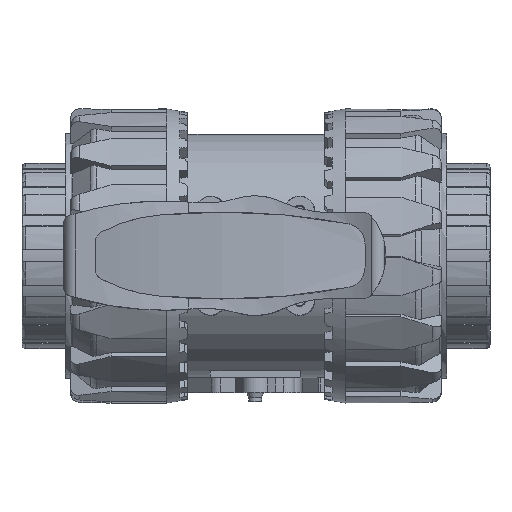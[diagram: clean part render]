
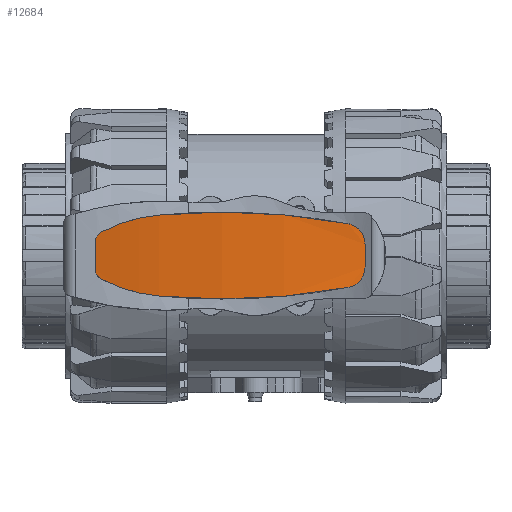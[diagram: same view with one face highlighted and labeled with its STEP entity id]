
A CAD part, top view. The second image highlights one B-rep face of the part: STEP entity #12684.
In plain terms, the highlighted cylindrical face has radius 230 mm (diameter 460 mm), a partial arc.
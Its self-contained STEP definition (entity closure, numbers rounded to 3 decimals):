
#324=B_SPLINE_CURVE_WITH_KNOTS($,3,(#23137,#23138,#23139,#23140,#23141,
#23142,#23143,#23144),.UNSPECIFIED.,.F.,.F.,(4,2,2,4),(-7.154,
-6.603,-5.655,-5.184),.UNSPECIFIED.);
#326=B_SPLINE_CURVE_WITH_KNOTS($,3,(#23152,#23153,#23154,#23155,#23156,
#23157,#23158,#23159),.UNSPECIFIED.,.F.,.F.,(4,2,2,4),(-0.364,
-0.265,-0.132,-0.003),
 .UNSPECIFIED.);
#328=B_SPLINE_CURVE_WITH_KNOTS($,3,(#23170,#23171,#23172,#23173,#23174,
#23175,#23176,#23177),.UNSPECIFIED.,.F.,.F.,(4,2,2,4),(-2.122,
-1.993,-1.861,-1.761),.UNSPECIFIED.);
#329=B_SPLINE_CURVE_WITH_KNOTS($,3,(#23181,#23182,#23183,#23184,#23185,
#23186,#23187,#23188),.UNSPECIFIED.,.F.,.F.,(4,2,2,4),(-24.914,
-24.443,-23.495,-22.944),.UNSPECIFIED.);
#330=B_SPLINE_CURVE_WITH_KNOTS($,3,(#23191,#23192,#23193,#23194,#23195,
#23196,#23197,#23198),.UNSPECIFIED.,.F.,.F.,(4,2,2,4),(-14.836,
-13.441,-10.753,-8.708),.UNSPECIFIED.);
#331=B_SPLINE_CURVE_WITH_KNOTS($,3,(#23202,#23203,#23204,#23205,#23206,
#23207,#23208,#23209,#23210,#23211),.UNSPECIFIED.,.F.,.F.,(4,2,2,2,4),(-2.127,
-1.863,-1.6,-1.331,-1.189),
 .UNSPECIFIED.);
#332=B_SPLINE_CURVE_WITH_KNOTS($,3,(#23219,#23220,#23221,#23222,#23223,
#23224,#23225,#23226,#23227,#23228),.UNSPECIFIED.,.F.,.F.,(4,2,2,2,4),(-3.064,
-2.922,-2.654,-2.39,-2.127),
 .UNSPECIFIED.);
#333=B_SPLINE_CURVE_WITH_KNOTS($,3,(#23231,#23232,#23233,#23234,#23235,
#23236,#23237,#23238),.UNSPECIFIED.,.F.,.F.,(4,2,2,4),(-12.797,
-10.752,-8.064,-6.668),.UNSPECIFIED.);
#859=CYLINDRICAL_SURFACE($,#14169,230.);
#2076=FACE_OUTER_BOUND($,#2838,.T.);
#2838=EDGE_LOOP($,(#11521,#11522,#11523,#11524,#11525,#11526,#11527,#11528,
#11529,#11530));
#3698=LINE($,#23166,#4565);
#3703=LINE($,#23215,#4570);
#4565=VECTOR($,#17971,9.405);
#4570=VECTOR($,#17986,7.561);
#5822=VERTEX_POINT($,#23134);
#5823=VERTEX_POINT($,#23136);
#5824=VERTEX_POINT($,#23147);
#5825=VERTEX_POINT($,#23161);
#5826=VERTEX_POINT($,#23168);
#5827=VERTEX_POINT($,#23179);
#5828=VERTEX_POINT($,#23190);
#5829=VERTEX_POINT($,#23201);
#5830=VERTEX_POINT($,#23214);
#5831=VERTEX_POINT($,#23218);
#7702=EDGE_CURVE($,#5823,#5822,#324,.T.);
#7705=EDGE_CURVE($,#5822,#5824,#326,.T.);
#7707=EDGE_CURVE($,#5824,#5825,#3698,.T.);
#7709=EDGE_CURVE($,#5825,#5826,#328,.T.);
#7711=EDGE_CURVE($,#5826,#5827,#329,.T.);
#7712=EDGE_CURVE($,#5828,#5823,#330,.T.);
#7714=EDGE_CURVE($,#5829,#5828,#331,.T.);
#7716=EDGE_CURVE($,#5830,#5829,#3703,.T.);
#7718=EDGE_CURVE($,#5831,#5830,#332,.T.);
#7720=EDGE_CURVE($,#5827,#5831,#333,.T.);
#11521=ORIENTED_EDGE($,*,*,#7705,.T.);
#11522=ORIENTED_EDGE($,*,*,#7707,.T.);
#11523=ORIENTED_EDGE($,*,*,#7709,.T.);
#11524=ORIENTED_EDGE($,*,*,#7711,.T.);
#11525=ORIENTED_EDGE($,*,*,#7720,.T.);
#11526=ORIENTED_EDGE($,*,*,#7718,.T.);
#11527=ORIENTED_EDGE($,*,*,#7716,.T.);
#11528=ORIENTED_EDGE($,*,*,#7714,.T.);
#11529=ORIENTED_EDGE($,*,*,#7712,.T.);
#11530=ORIENTED_EDGE($,*,*,#7702,.T.);
#12684=ADVANCED_FACE($,(#2076),#859,.T.);
#14169=AXIS2_PLACEMENT_3D($,#23239,#17993,#17994);
#17971=DIRECTION($,(0.,-1.,0.));
#17986=DIRECTION($,(0.,1.,0.));
#17993=DIRECTION('center_axis',(0.,-1.,0.));
#17994=DIRECTION('ref_axis',(1.,0.,0.));
#23134=CARTESIAN_POINT('',(-51.545,7.757,78.928));
#23136=CARTESIAN_POINT('',(-31.972,13.545,81.567));
#23137=CARTESIAN_POINT('Ctrl Pts',(-31.972,13.545,81.567));
#23138=CARTESIAN_POINT('Ctrl Pts',(-33.838,13.394,81.397));
#23139=CARTESIAN_POINT('Ctrl Pts',(-35.72,13.135,81.202));
#23140=CARTESIAN_POINT('Ctrl Pts',(-40.818,12.128,80.609));
#23141=CARTESIAN_POINT('Ctrl Pts',(-44.019,11.16,80.167));
#23142=CARTESIAN_POINT('Ctrl Pts',(-48.606,9.248,79.44));
#23143=CARTESIAN_POINT('Ctrl Pts',(-50.098,8.537,79.187));
#23144=CARTESIAN_POINT('Ctrl Pts',(-51.545,7.757,78.928));
#23147=CARTESIAN_POINT('',(-53.385,4.703,78.592));
#23152=CARTESIAN_POINT('Ctrl Pts',(-51.545,7.757,78.928));
#23153=CARTESIAN_POINT('Ctrl Pts',(-51.85,7.593,78.874));
#23154=CARTESIAN_POINT('Ctrl Pts',(-52.127,7.383,78.824));
#23155=CARTESIAN_POINT('Ctrl Pts',(-52.669,6.842,78.725));
#23156=CARTESIAN_POINT('Ctrl Pts',(-52.938,6.449,78.675));
#23157=CARTESIAN_POINT('Ctrl Pts',(-53.293,5.595,78.609));
#23158=CARTESIAN_POINT('Ctrl Pts',(-53.381,5.136,78.592));
#23159=CARTESIAN_POINT('Ctrl Pts',(-53.385,4.703,78.592));
#23161=CARTESIAN_POINT('',(-53.385,-4.703,78.592));
#23166=CARTESIAN_POINT($,(-53.385,4.703,78.592));
#23168=CARTESIAN_POINT('',(-51.545,-7.757,78.928));
#23170=CARTESIAN_POINT('Ctrl Pts',(-53.385,-4.703,
78.592));
#23171=CARTESIAN_POINT('Ctrl Pts',(-53.381,-5.134,
78.592));
#23172=CARTESIAN_POINT('Ctrl Pts',(-53.293,-5.592,
78.609));
#23173=CARTESIAN_POINT('Ctrl Pts',(-52.942,-6.443,
78.674));
#23174=CARTESIAN_POINT('Ctrl Pts',(-52.674,-6.834,78.724));
#23175=CARTESIAN_POINT('Ctrl Pts',(-52.133,-7.379,
78.823));
#23176=CARTESIAN_POINT('Ctrl Pts',(-51.853,-7.591,
78.873));
#23177=CARTESIAN_POINT('Ctrl Pts',(-51.545,-7.757,
78.928));
#23179=CARTESIAN_POINT('',(-31.972,-13.545,81.567));
#23181=CARTESIAN_POINT('Ctrl Pts',(-51.545,-7.757,
78.928));
#23182=CARTESIAN_POINT('Ctrl Pts',(-50.098,-8.537,
79.187));
#23183=CARTESIAN_POINT('Ctrl Pts',(-48.606,-9.248,
79.44));
#23184=CARTESIAN_POINT('Ctrl Pts',(-44.019,-11.16,
80.167));
#23185=CARTESIAN_POINT('Ctrl Pts',(-40.818,-12.128,80.609));
#23186=CARTESIAN_POINT('Ctrl Pts',(-35.72,-13.135,
81.202));
#23187=CARTESIAN_POINT('Ctrl Pts',(-33.838,-13.394,
81.397));
#23188=CARTESIAN_POINT('Ctrl Pts',(-31.972,-13.545,81.567));
#23190=CARTESIAN_POINT('',(31.008,10.663,78.639));
#23191=CARTESIAN_POINT('Ctrl Pts',(31.008,10.663,78.639));
#23192=CARTESIAN_POINT('Ctrl Pts',(26.193,11.556,79.535));
#23193=CARTESIAN_POINT('Ctrl Pts',(21.345,12.294,80.277));
#23194=CARTESIAN_POINT('Ctrl Pts',(7.182,13.993,81.987));
#23195=CARTESIAN_POINT('Ctrl Pts',(-2.114,14.52,82.52));
#23196=CARTESIAN_POINT('Ctrl Pts',(-17.891,14.507,82.519));
#23197=CARTESIAN_POINT('Ctrl Pts',(-24.903,14.195,82.212));
#23198=CARTESIAN_POINT('Ctrl Pts',(-31.972,13.545,81.567));
#23201=CARTESIAN_POINT('',(36.733,3.781,77.499));
#23202=CARTESIAN_POINT('Ctrl Pts',(36.733,3.781,77.499));
#23203=CARTESIAN_POINT('Ctrl Pts',(36.733,4.659,77.499));
#23204=CARTESIAN_POINT('Ctrl Pts',(36.557,5.595,77.537));
#23205=CARTESIAN_POINT('Ctrl Pts',(35.847,7.312,77.686));
#23206=CARTESIAN_POINT('Ctrl Pts',(35.313,8.095,77.797));
#23207=CARTESIAN_POINT('Ctrl Pts',(34.076,9.341,78.048));
#23208=CARTESIAN_POINT('Ctrl Pts',(33.285,9.884,78.206));
#23209=CARTESIAN_POINT('Ctrl Pts',(31.964,10.434,78.46));
#23210=CARTESIAN_POINT('Ctrl Pts',(31.487,10.575,78.55));
#23211=CARTESIAN_POINT('Ctrl Pts',(31.008,10.663,78.639));
#23214=CARTESIAN_POINT('',(36.733,-3.781,77.499));
#23215=CARTESIAN_POINT($,(36.733,-3.781,77.499));
#23218=CARTESIAN_POINT('',(31.008,-10.663,78.639));
#23219=CARTESIAN_POINT('Ctrl Pts',(31.008,-10.663,78.639));
#23220=CARTESIAN_POINT('Ctrl Pts',(31.487,-10.575,78.55));
#23221=CARTESIAN_POINT('Ctrl Pts',(31.964,-10.434,78.46));
#23222=CARTESIAN_POINT('Ctrl Pts',(33.285,-9.884,78.206));
#23223=CARTESIAN_POINT('Ctrl Pts',(34.076,-9.341,78.048));
#23224=CARTESIAN_POINT('Ctrl Pts',(35.313,-8.095,77.797));
#23225=CARTESIAN_POINT('Ctrl Pts',(35.847,-7.312,77.686));
#23226=CARTESIAN_POINT('Ctrl Pts',(36.557,-5.595,77.537));
#23227=CARTESIAN_POINT('Ctrl Pts',(36.733,-4.659,77.499));
#23228=CARTESIAN_POINT('Ctrl Pts',(36.733,-3.781,77.499));
#23231=CARTESIAN_POINT('Ctrl Pts',(-31.972,-13.545,
81.567));
#23232=CARTESIAN_POINT('Ctrl Pts',(-24.903,-14.195,
82.212));
#23233=CARTESIAN_POINT('Ctrl Pts',(-17.891,-14.507,
82.519));
#23234=CARTESIAN_POINT('Ctrl Pts',(-2.114,-14.52,
82.52));
#23235=CARTESIAN_POINT('Ctrl Pts',(7.182,-13.993,81.987));
#23236=CARTESIAN_POINT('Ctrl Pts',(21.345,-12.294,80.277));
#23237=CARTESIAN_POINT('Ctrl Pts',(26.193,-11.556,79.535));
#23238=CARTESIAN_POINT('Ctrl Pts',(31.008,-10.663,78.639));
#23239=CARTESIAN_POINT('Origin',(-11.061,20.,-147.48));
